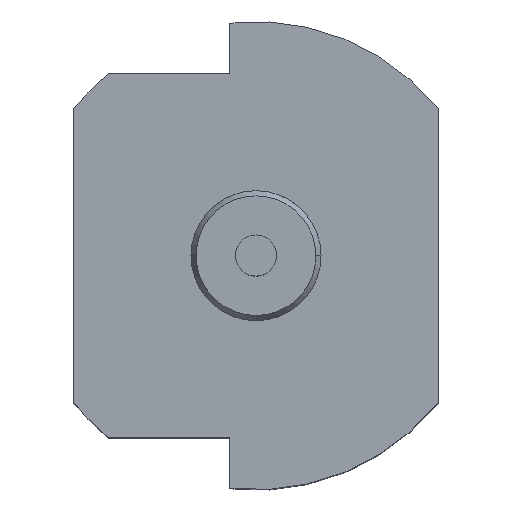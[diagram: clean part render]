
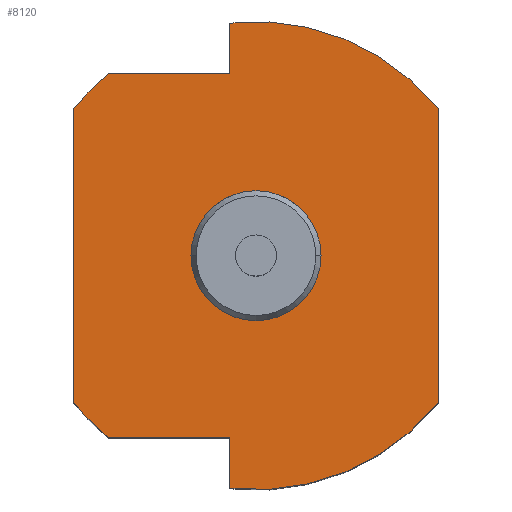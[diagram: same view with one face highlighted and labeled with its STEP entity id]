
A CAD part, top view. The second image highlights one B-rep face of the part: STEP entity #8120.
In plain terms, the highlighted planar face has unit normal (0, 0, 1).
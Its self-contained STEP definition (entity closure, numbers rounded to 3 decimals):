
#14=DIRECTION('',(0.,1.,0.));
#15=VECTOR('',#14,5.657);
#16=CARTESIAN_POINT('',(3.5,-2.828,0.));
#17=LINE('',#16,#15);
#18=DIRECTION('',(0.,-1.,0.));
#19=VECTOR('',#18,0.972);
#20=CARTESIAN_POINT('',(-0.5,-3.5,0.));
#21=LINE('',#20,#19);
#22=DIRECTION('',(1.,0.,0.));
#23=VECTOR('',#22,2.328);
#24=CARTESIAN_POINT('',(-2.828,-3.5,0.));
#25=LINE('',#24,#23);
#26=DIRECTION('',(0.,-1.,0.));
#27=VECTOR('',#26,5.657);
#28=CARTESIAN_POINT('',(-3.5,2.828,0.));
#29=LINE('',#28,#27);
#30=DIRECTION('',(-1.,0.,0.));
#31=VECTOR('',#30,2.328);
#32=CARTESIAN_POINT('',(-0.5,3.5,0.));
#33=LINE('',#32,#31);
#34=DIRECTION('',(0.,-1.,0.));
#35=VECTOR('',#34,0.972);
#36=CARTESIAN_POINT('',(-0.5,4.472,0.));
#37=LINE('',#36,#35);
#38=CARTESIAN_POINT('',(0.,0.,0.));
#39=DIRECTION('',(0.,0.,-1.));
#40=DIRECTION('',(1.,0.,0.));
#41=AXIS2_PLACEMENT_3D('',#38,#39,#40);
#43=CARTESIAN_POINT('',(0.,0.,0.));
#44=DIRECTION('',(0.,0.,-1.));
#45=DIRECTION('',(-1.,0.,0.));
#46=AXIS2_PLACEMENT_3D('',#43,#44,#45);
#2099=CARTESIAN_POINT('',(0.,0.,0.));
#2100=DIRECTION('',(0.,0.,-1.));
#2101=DIRECTION('',(-0.111,0.994,0.));
#2102=AXIS2_PLACEMENT_3D('',#2099,#2100,#2101);
#2116=CARTESIAN_POINT('',(0.,0.,0.));
#2117=DIRECTION('',(0.,0.,-1.));
#2118=DIRECTION('',(-0.778,0.629,0.));
#2119=AXIS2_PLACEMENT_3D('',#2116,#2117,#2118);
#2129=CARTESIAN_POINT('',(0.,0.,0.));
#2130=DIRECTION('',(0.,0.,1.));
#2131=DIRECTION('',(-0.778,-0.629,0.));
#2132=AXIS2_PLACEMENT_3D('',#2129,#2130,#2131);
#2146=CARTESIAN_POINT('',(0.,0.,0.));
#2147=DIRECTION('',(0.,0.,1.));
#2148=DIRECTION('',(-0.111,-0.994,0.));
#2149=AXIS2_PLACEMENT_3D('',#2146,#2147,#2148);
#6805=CARTESIAN_POINT('',(3.5,-2.828,0.));
#6806=CARTESIAN_POINT('',(3.5,2.828,0.));
#6807=VERTEX_POINT('',#6805);
#6808=VERTEX_POINT('',#6806);
#6809=CARTESIAN_POINT('',(-0.5,4.472,0.));
#6810=CARTESIAN_POINT('',(-0.5,3.5,0.));
#6811=VERTEX_POINT('',#6809);
#6812=VERTEX_POINT('',#6810);
#6813=CARTESIAN_POINT('',(-2.828,3.5,0.));
#6814=VERTEX_POINT('',#6813);
#6815=CARTESIAN_POINT('',(-3.5,2.828,0.));
#6816=CARTESIAN_POINT('',(-3.5,-2.828,0.));
#6817=VERTEX_POINT('',#6815);
#6818=VERTEX_POINT('',#6816);
#6819=CARTESIAN_POINT('',(-2.828,-3.5,0.));
#6820=CARTESIAN_POINT('',(-0.5,-3.5,0.));
#6821=VERTEX_POINT('',#6819);
#6822=VERTEX_POINT('',#6820);
#6823=CARTESIAN_POINT('',(-0.5,-4.472,0.));
#6824=VERTEX_POINT('',#6823);
#6845=CARTESIAN_POINT('',(1.25,0.,0.));
#6846=CARTESIAN_POINT('',(-1.25,0.,0.));
#6847=VERTEX_POINT('',#6845);
#6848=VERTEX_POINT('',#6846);
#8087=CARTESIAN_POINT('',(0.,0.,0.));
#8088=DIRECTION('',(0.,0.,1.));
#8089=DIRECTION('',(1.,0.,0.));
#8090=AXIS2_PLACEMENT_3D('',#8087,#8088,#8089);
#8091=PLANE('',#8090);
#8093=ORIENTED_EDGE('',*,*,#8092,.F.);
#8095=ORIENTED_EDGE('',*,*,#8094,.F.);
#8097=ORIENTED_EDGE('',*,*,#8096,.F.);
#8099=ORIENTED_EDGE('',*,*,#8098,.F.);
#8101=ORIENTED_EDGE('',*,*,#8100,.F.);
#8103=ORIENTED_EDGE('',*,*,#8102,.F.);
#8105=ORIENTED_EDGE('',*,*,#8104,.T.);
#8107=ORIENTED_EDGE('',*,*,#8106,.F.);
#8109=ORIENTED_EDGE('',*,*,#8108,.F.);
#8111=ORIENTED_EDGE('',*,*,#8110,.T.);
#8112=EDGE_LOOP('',(#8093,#8095,#8097,#8099,#8101,#8103,#8105,#8107,#8109,
#8111));
#8113=FACE_OUTER_BOUND('',#8112,.F.);
#8115=ORIENTED_EDGE('',*,*,#8114,.F.);
#8117=ORIENTED_EDGE('',*,*,#8116,.F.);
#8118=EDGE_LOOP('',(#8115,#8117));
#8119=FACE_BOUND('',#8118,.F.);
#42=CIRCLE('',#41,1.25);
#47=CIRCLE('',#46,1.25);
#2103=CIRCLE('',#2102,4.5);
#2120=CIRCLE('',#2119,4.5);
#2133=CIRCLE('',#2132,4.5);
#2150=CIRCLE('',#2149,4.5);
#8092=EDGE_CURVE('',#6807,#6808,#17,.T.);
#8094=EDGE_CURVE('',#6824,#6807,#2150,.T.);
#8096=EDGE_CURVE('',#6822,#6824,#21,.T.);
#8098=EDGE_CURVE('',#6821,#6822,#25,.T.);
#8100=EDGE_CURVE('',#6818,#6821,#2133,.T.);
#8102=EDGE_CURVE('',#6817,#6818,#29,.T.);
#8104=EDGE_CURVE('',#6817,#6814,#2120,.T.);
#8106=EDGE_CURVE('',#6812,#6814,#33,.T.);
#8108=EDGE_CURVE('',#6811,#6812,#37,.T.);
#8110=EDGE_CURVE('',#6811,#6808,#2103,.T.);
#8114=EDGE_CURVE('',#6847,#6848,#42,.T.);
#8116=EDGE_CURVE('',#6848,#6847,#47,.T.);
#8120=ADVANCED_FACE('',(#8113,#8119),#8091,.T.);
